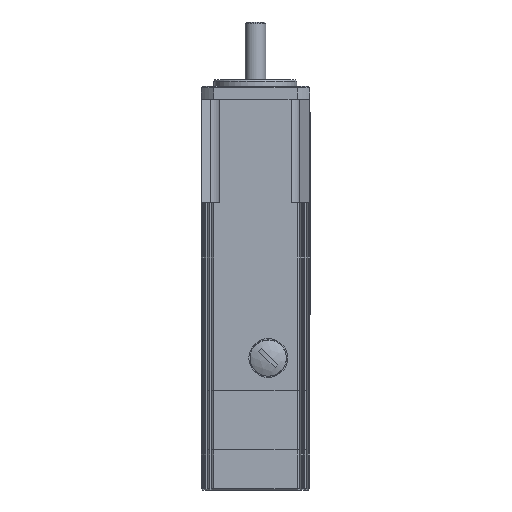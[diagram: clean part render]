
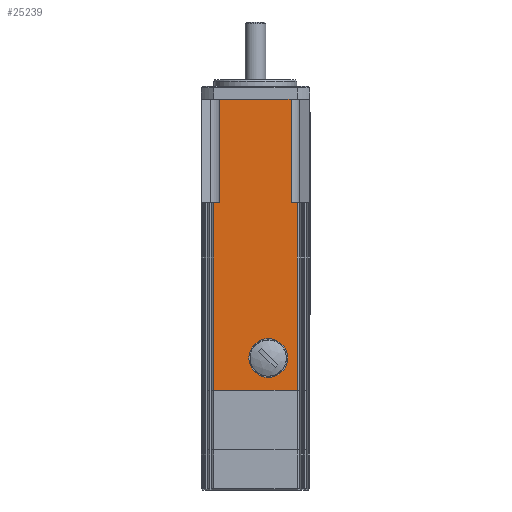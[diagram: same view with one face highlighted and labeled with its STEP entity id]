
A CAD part, front view. The second image highlights one B-rep face of the part: STEP entity #25239.
In plain terms, the highlighted planar face has unit normal (0, -1, 0).
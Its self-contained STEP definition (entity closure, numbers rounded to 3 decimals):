
#1365=CARTESIAN_POINT('',(-2.5,-21.,12.5));
#1366=VERTEX_POINT('',#1365);
#1382=CARTESIAN_POINT('',(12.5,-21.0,12.5));
#1383=VERTEX_POINT('',#1382);
#1390=CARTESIAN_POINT('',(5.,-21.0,12.5));
#1391=DIRECTION('',(0.0,1.0,0.0));
#1392=DIRECTION('',(-1.0,0.0,0.0));
#1393=AXIS2_PLACEMENT_3D('',#1390,#1391,#1392);
#1394=CIRCLE('',#1393,7.5);
#1395=EDGE_CURVE('',#1366,#1383,#1394,.T.);
#13387=CARTESIAN_POINT('',(16.163,-21.,0.0));
#13388=VERTEX_POINT('',#13387);
#13412=CARTESIAN_POINT('',(-16.163,-21.,0.0));
#13413=VERTEX_POINT('',#13412);
#13414=CARTESIAN_POINT('',(-16.163,-21.,0.0));
#13415=DIRECTION('',(1.0,0.0,0.0));
#13416=VECTOR('',#13415,32.326);
#13417=LINE('',#13414,#13416);
#13418=EDGE_CURVE('',#13413,#13388,#13417,.T.);
#21466=CARTESIAN_POINT('',(-13.783,-21.,112.5));
#21467=VERTEX_POINT('',#21466);
#21542=CARTESIAN_POINT('',(13.783,-21.,112.5));
#21543=VERTEX_POINT('',#21542);
#23210=CARTESIAN_POINT('',(13.783,-21.,112.5));
#23211=DIRECTION('',(-1.0,0.0,0.0));
#23212=VECTOR('',#23211,27.566);
#23213=LINE('',#23210,#23212);
#23214=EDGE_CURVE('',#21543,#21467,#23213,.T.);
#23227=CARTESIAN_POINT('',(5.,-21.0,12.5));
#23228=DIRECTION('',(0.0,1.0,0.0));
#23229=DIRECTION('',(-1.0,0.0,0.0));
#23230=AXIS2_PLACEMENT_3D('',#23227,#23228,#23229);
#23231=CIRCLE('',#23230,7.5);
#23232=EDGE_CURVE('',#1383,#1366,#23231,.T.);
#23263=CARTESIAN_POINT('',(-13.783,-21.,72.5));
#23264=VERTEX_POINT('',#23263);
#23265=CARTESIAN_POINT('',(-16.163,-21.,72.5));
#23266=VERTEX_POINT('',#23265);
#23267=CARTESIAN_POINT('',(-13.783,-21.,72.5));
#23268=DIRECTION('',(-1.0,0.0,0.0));
#23269=VECTOR('',#23268,2.38);
#23270=LINE('',#23267,#23269);
#23271=EDGE_CURVE('',#23264,#23266,#23270,.T.);
#23420=CARTESIAN_POINT('',(-13.783,-21.,112.5));
#23421=DIRECTION('',(0.0,0.0,-1.0));
#23422=VECTOR('',#23421,40.0);
#23423=LINE('',#23420,#23422);
#23424=EDGE_CURVE('',#21467,#23264,#23423,.T.);
#23902=CARTESIAN_POINT('',(13.783,-21.,72.5));
#23903=VERTEX_POINT('',#23902);
#23904=CARTESIAN_POINT('',(13.783,-21.,72.5));
#23905=DIRECTION('',(0.0,0.0,1.0));
#23906=VECTOR('',#23905,40.0);
#23907=LINE('',#23904,#23906);
#23908=EDGE_CURVE('',#23903,#21543,#23907,.T.);
#23982=CARTESIAN_POINT('',(16.163,-21.,72.5));
#23983=VERTEX_POINT('',#23982);
#23984=CARTESIAN_POINT('',(16.163,-21.,72.5));
#23985=DIRECTION('',(-1.0,0.0,0.0));
#23986=VECTOR('',#23985,2.38);
#23987=LINE('',#23984,#23986);
#23988=EDGE_CURVE('',#23983,#23903,#23987,.T.);
#24724=CARTESIAN_POINT('',(16.163,-21.,0.0));
#24725=DIRECTION('',(0.0,0.0,1.0));
#24726=VECTOR('',#24725,72.5);
#24727=LINE('',#24724,#24726);
#24728=EDGE_CURVE('',#13388,#23983,#24727,.T.);
#25215=CARTESIAN_POINT('',(0.,-21.0,0.0));
#25216=DIRECTION('',(0.0,-1.0,0.0));
#25217=DIRECTION('',(0.0,0.0,-1.0));
#25218=AXIS2_PLACEMENT_3D('',#25215,#25216,#25217);
#25219=PLANE('',#25218);
#25220=ORIENTED_EDGE('',*,*,#23271,.T.);
#25221=CARTESIAN_POINT('',(-16.163,-21.,0.0));
#25222=DIRECTION('',(0.0,0.0,1.0));
#25223=VECTOR('',#25222,72.5);
#25224=LINE('',#25221,#25223);
#25225=EDGE_CURVE('',#13413,#23266,#25224,.T.);
#25226=ORIENTED_EDGE('',*,*,#25225,.F.);
#25227=ORIENTED_EDGE('',*,*,#13418,.T.);
#25228=ORIENTED_EDGE('',*,*,#24728,.T.);
#25229=ORIENTED_EDGE('',*,*,#23988,.T.);
#25230=ORIENTED_EDGE('',*,*,#23908,.T.);
#25231=ORIENTED_EDGE('',*,*,#23214,.T.);
#25232=ORIENTED_EDGE('',*,*,#23424,.T.);
#25233=EDGE_LOOP('',(#25220,#25226,#25227,#25228,#25229,#25230,#25231,#25232));
#25234=FACE_OUTER_BOUND('',#25233,.T.);
#25235=ORIENTED_EDGE('',*,*,#23232,.T.);
#25236=ORIENTED_EDGE('',*,*,#1395,.T.);
#25237=EDGE_LOOP('',(#25235,#25236));
#25238=FACE_BOUND('',#25237,.T.);
#25239=ADVANCED_FACE('',(#25234,#25238),#25219,.T.);
